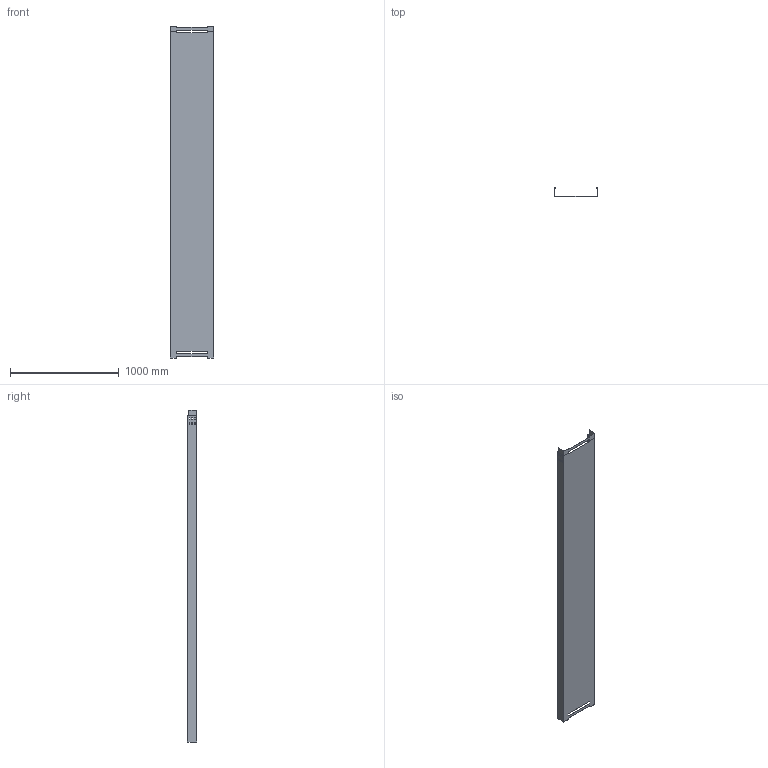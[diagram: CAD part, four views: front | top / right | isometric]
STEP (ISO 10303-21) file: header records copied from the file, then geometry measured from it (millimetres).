
FILE_DESCRIPTION((''),'2;1');
FILE_NAME('6059088','2013-10-16T',('AndreasKeweloh'),(''),'PRO/ENGINEER BY PARAMETRIC TECHNOLOGY CORPORATION, 2012360','PRO/ENGINEER BY PARAMETRIC TECHNOLOGY CORPORATION, 2012360','');
FILE_SCHEMA(('CONFIG_CONTROL_DESIGN'));
Length unit declared in the file: millimetre
Products named in the file (1): 6059088
Bounding box: 403.5 x 86.75 x 3050 mm (x, y, z)
Volume: 1790528.9 mm3; surface area: 3589650.4 mm2
Topology: 1 solids, 1 shells, 184 faces, 490 edges, 306 vertices
Faces by surface type: plane 82, cylinder 70, bspline 20, cone 6, torus 4, sphere 2
Entity records: 6970 total; most frequent: CARTESIAN_POINT 2392, ORIENTED_EDGE 980, DIRECTION 892, EDGE_CURVE 490, VERTEX_POINT 306, AXIS2_PLACEMENT_3D 302, VECTOR 288, LINE 288
